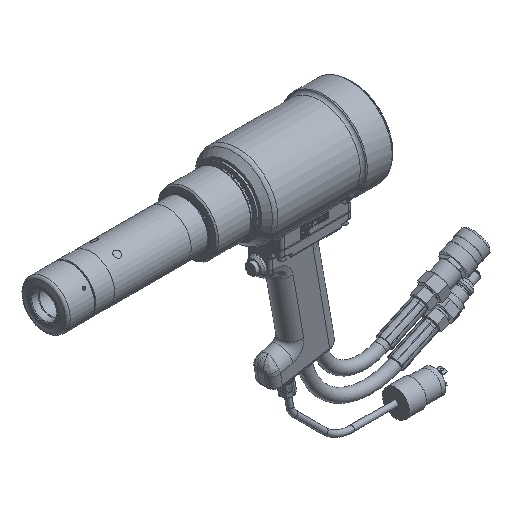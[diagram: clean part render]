
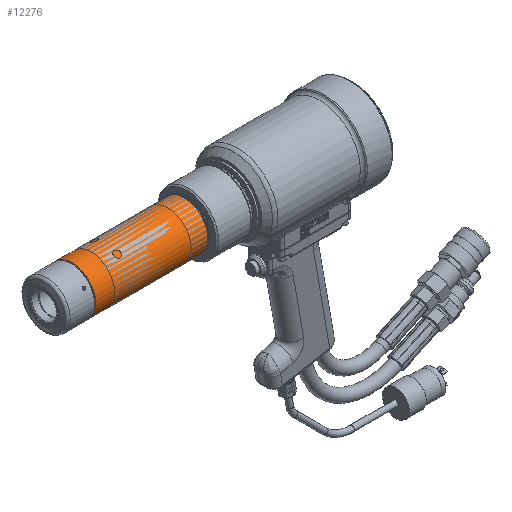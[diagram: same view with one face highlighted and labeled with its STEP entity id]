
A CAD part, isometric view. The second image highlights one B-rep face of the part: STEP entity #12276.
In plain terms, the highlighted cylindrical face has radius 27.788 mm (diameter 55.575 mm), a full revolution.
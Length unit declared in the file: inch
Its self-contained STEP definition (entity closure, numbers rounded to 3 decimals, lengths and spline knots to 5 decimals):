
#11177=CYLINDRICAL_SURFACE('',#34524,1.094);
#12276=ADVANCED_FACE('',(#14228,#14229),#11177,.T.);
#14228=FACE_BOUND('',#16196,.T.);
#14229=FACE_BOUND('',#16197,.T.);
#16196=EDGE_LOOP('',(#20871));
#16197=EDGE_LOOP('',(#20872));
#20871=ORIENTED_EDGE('',*,*,#29669,.T.);
#20872=ORIENTED_EDGE('',*,*,#29670,.T.);
#26497=VERTEX_POINT('',#54536);
#26498=VERTEX_POINT('',#54538);
#29669=EDGE_CURVE('',#26497,#26497,#32462,.T.);
#29670=EDGE_CURVE('',#26498,#26498,#32463,.T.);
#32462=CIRCLE('',#34522,1.094);
#32463=CIRCLE('',#34523,1.094);
#34522=AXIS2_PLACEMENT_3D('',#54535,#39594,#39595);
#34523=AXIS2_PLACEMENT_3D('',#54537,#39596,#39597);
#34524=AXIS2_PLACEMENT_3D('',#54539,#39598,#39599);
#39594=DIRECTION('',(1.,0.,0.));
#39595=DIRECTION('',(0.,0.,1.));
#39596=DIRECTION('',(-1.,0.,0.));
#39597=DIRECTION('',(0.,0.,-1.));
#39598=DIRECTION('',(-1.,0.,0.));
#39599=DIRECTION('',(0.,0.,-1.));
#54535=CARTESIAN_POINT('',(-6.229,0.,0.));
#54536=CARTESIAN_POINT('',(-6.229,0.,1.094));
#54537=CARTESIAN_POINT('',(-0.988,0.,0.));
#54538=CARTESIAN_POINT('',(-0.988,0.,-1.094));
#54539=CARTESIAN_POINT('',(-2.64333,0.,0.));
